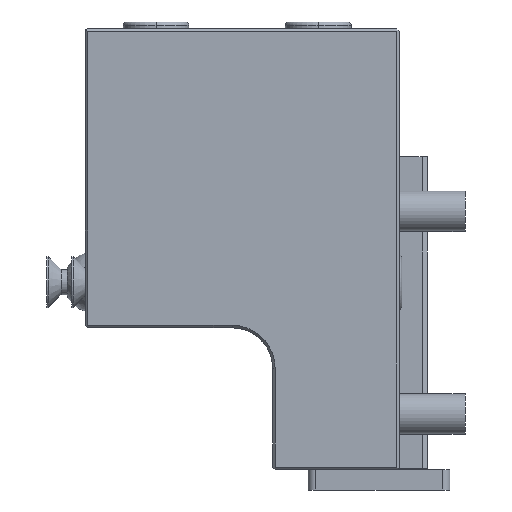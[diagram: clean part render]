
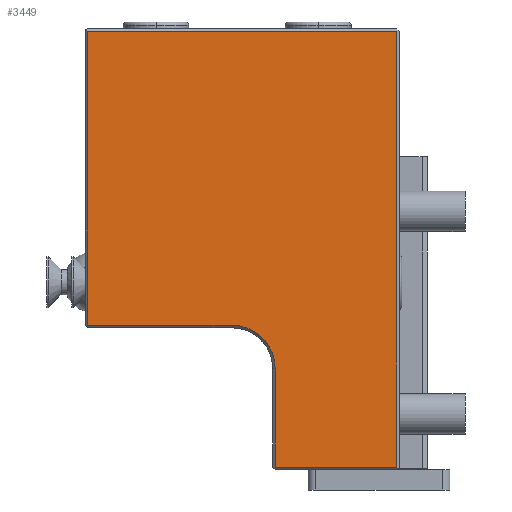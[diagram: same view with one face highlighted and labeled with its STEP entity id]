
A CAD part, front view. The second image highlights one B-rep face of the part: STEP entity #3449.
In plain terms, the highlighted planar face has unit normal (0, -1, 0).
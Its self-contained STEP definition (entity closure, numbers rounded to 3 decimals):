
#840=DIRECTION('',(0.,0.,-1.));
#841=VECTOR('',#840,19.5);
#842=CARTESIAN_POINT('',(-24.5,-40.,
-11.));
#843=LINE('',#842,#841);
#844=CARTESIAN_POINT('',(-33.,-40.,-11.));
#845=DIRECTION('',(0.,1.,0.));
#846=DIRECTION('',(0.,0.,1.));
#847=AXIS2_PLACEMENT_3D('',#844,#845,#846);
#849=DIRECTION('',(1.,0.,0.));
#850=VECTOR('',#849,28.5);
#851=CARTESIAN_POINT('',(-61.5,-40.,-2.5));
#852=LINE('',#851,#850);
#853=DIRECTION('',(0.,0.,-1.));
#854=VECTOR('',#853,58.);
#855=CARTESIAN_POINT('',(-61.5,-40.,55.5));
#856=LINE('',#855,#854);
#857=DIRECTION('',(1.,0.,0.));
#858=VECTOR('',#857,61.);
#859=CARTESIAN_POINT('',(-61.5,-40.,55.5));
#860=LINE('',#859,#858);
#861=DIRECTION('',(0.,0.,-1.));
#862=VECTOR('',#861,86.);
#863=CARTESIAN_POINT('',(-0.5,-40.,55.5));
#864=LINE('',#863,#862);
#865=DIRECTION('',(-1.,0.,0.));
#866=VECTOR('',#865,24.);
#867=CARTESIAN_POINT('',(-0.5,-40.,-30.5));
#868=LINE('',#867,#866);
#1851=CARTESIAN_POINT('',(-24.5,-40.,
-11.));
#1852=CARTESIAN_POINT('',(-24.5,-40.,-30.5));
#1853=VERTEX_POINT('',#1851);
#1854=VERTEX_POINT('',#1852);
#1855=CARTESIAN_POINT('',(-61.5,-40.,-2.5));
#1856=CARTESIAN_POINT('',(-33.,-40.,
-2.5));
#1857=VERTEX_POINT('',#1855);
#1858=VERTEX_POINT('',#1856);
#1863=CARTESIAN_POINT('',(-61.5,-40.,55.5));
#1864=VERTEX_POINT('',#1863);
#1885=CARTESIAN_POINT('',(-0.5,-40.,55.5));
#1886=CARTESIAN_POINT('',(-0.5,-40.,-30.5));
#1887=VERTEX_POINT('',#1885);
#1888=VERTEX_POINT('',#1886);
#3431=CARTESIAN_POINT('',(-62.,-40.,-31.));
#3432=DIRECTION('',(0.,-1.,0.));
#3433=DIRECTION('',(1.,0.,0.));
#3434=AXIS2_PLACEMENT_3D('',#3431,#3432,#3433);
#3435=PLANE('',#3434);
#3437=ORIENTED_EDGE('',*,*,#3436,.F.);
#3439=ORIENTED_EDGE('',*,*,#3438,.F.);
#3441=ORIENTED_EDGE('',*,*,#3440,.F.);
#3442=ORIENTED_EDGE('',*,*,#3418,.F.);
#3444=ORIENTED_EDGE('',*,*,#3443,.T.);
#3445=ORIENTED_EDGE('',*,*,#3012,.T.);
#3446=ORIENTED_EDGE('',*,*,#3029,.T.);
#3447=EDGE_LOOP('',(#3437,#3439,#3441,#3442,#3444,#3445,#3446));
#3448=FACE_OUTER_BOUND('',#3447,.F.);
#3449=ADVANCED_FACE('',(#3448),#3435,.T.);
#848=CIRCLE('',#847,8.5);
#3012=EDGE_CURVE('',#1887,#1888,#864,.T.);
#3029=EDGE_CURVE('',#1888,#1854,#868,.T.);
#3418=EDGE_CURVE('',#1864,#1857,#856,.T.);
#3436=EDGE_CURVE('',#1853,#1854,#843,.T.);
#3438=EDGE_CURVE('',#1858,#1853,#848,.T.);
#3440=EDGE_CURVE('',#1857,#1858,#852,.T.);
#3443=EDGE_CURVE('',#1864,#1887,#860,.T.);
